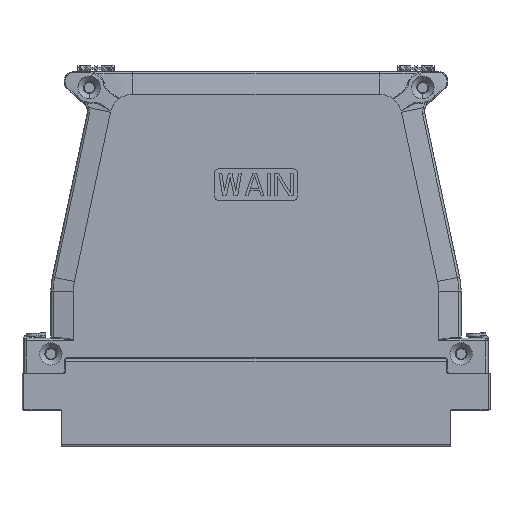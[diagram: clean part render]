
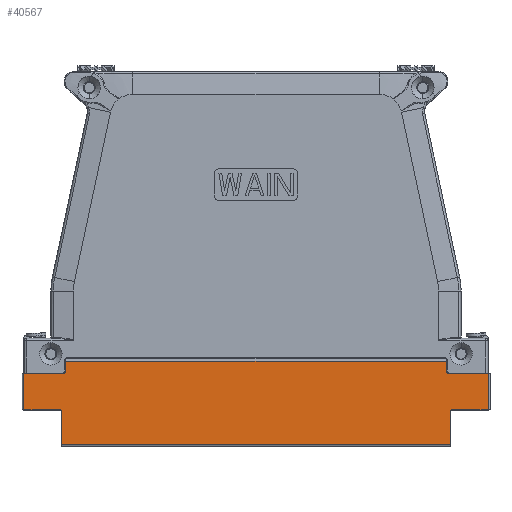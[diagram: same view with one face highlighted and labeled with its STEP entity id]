
A CAD part, top view. The second image highlights one B-rep face of the part: STEP entity #40567.
In plain terms, the highlighted planar face has unit normal (0, 0, 1).
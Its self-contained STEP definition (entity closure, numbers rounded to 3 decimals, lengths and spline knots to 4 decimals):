
#12026=DIRECTION('',(0.,1.,0.));
#12027=VECTOR('',#12026,0.0906);
#12028=CARTESIAN_POINT('',(1.6594,0.3386,
0.3937));
#12029=LINE('',#12028,#12027);
#12130=DIRECTION('',(0.,-1.,0.));
#12131=VECTOR('',#12130,0.287);
#12132=CARTESIAN_POINT('',(1.6929,-0.0157,
0.3937));
#12133=LINE('',#12132,#12131);
#12134=CARTESIAN_POINT('',(-1.7126,-0.0157,
0.3937));
#12135=DIRECTION('',(0.,0.,1.));
#12136=DIRECTION('',(1.,0.,0.));
#12137=AXIS2_PLACEMENT_3D('',#12134,#12135,#12136);
#12139=CARTESIAN_POINT('',(-1.6791,0.3386,
0.3937));
#12140=DIRECTION('',(0.,0.,1.));
#12141=DIRECTION('',(0.,-1.,0.));
#12142=AXIS2_PLACEMENT_3D('',#12139,#12140,#12141);
#12144=DIRECTION('',(0.,1.,0.));
#12145=VECTOR('',#12144,0.0906);
#12146=CARTESIAN_POINT('',(-1.6594,0.3386,
0.3937));
#12147=LINE('',#12146,#12145);
#12148=CARTESIAN_POINT('',(1.6791,0.3386,
0.3937));
#12149=DIRECTION('',(0.,0.,1.));
#12150=DIRECTION('',(-1.,0.,0.));
#12151=AXIS2_PLACEMENT_3D('',#12148,#12149,#12150);
#12153=DIRECTION('',(1.,0.,0.));
#12154=VECTOR('',#12153,0.3465);
#12155=CARTESIAN_POINT('',(1.6791,0.3189,
0.3937));
#12156=LINE('',#12155,#12154);
#12157=DIRECTION('',(-1.,0.,0.));
#12158=VECTOR('',#12157,0.313);
#12159=CARTESIAN_POINT('',(2.0256,0.0039,
0.3937));
#12160=LINE('',#12159,#12158);
#12161=CARTESIAN_POINT('',(1.7126,-0.0157,
0.3937));
#12162=DIRECTION('',(0.,0.,1.));
#12163=DIRECTION('',(0.,1.,0.));
#12164=AXIS2_PLACEMENT_3D('',#12161,#12162,#12163);
#12207=DIRECTION('',(0.,1.,0.));
#12208=VECTOR('',#12207,0.315);
#12209=CARTESIAN_POINT('',(2.0256,0.0039,
0.3937));
#12210=LINE('',#12209,#12208);
#12542=DIRECTION('',(0.,-1.,0.));
#12543=VECTOR('',#12542,0.287);
#12544=CARTESIAN_POINT('',(-1.6929,-0.0157,
0.3937));
#12545=LINE('',#12544,#12543);
#12571=DIRECTION('',(1.,0.,0.));
#12572=VECTOR('',#12571,0.313);
#12573=CARTESIAN_POINT('',(-2.0256,0.0039,
0.3937));
#12574=LINE('',#12573,#12572);
#12619=DIRECTION('',(-1.,0.,0.));
#12620=VECTOR('',#12619,0.3465);
#12621=CARTESIAN_POINT('',(-1.6791,0.3189,
0.3937));
#12622=LINE('',#12621,#12620);
#12647=DIRECTION('',(0.,-1.,0.));
#12648=VECTOR('',#12647,0.315);
#12649=CARTESIAN_POINT('',(-2.0256,0.3189,
0.3937));
#12650=LINE('',#12649,#12648);
#12913=DIRECTION('',(1.,0.,0.));
#12914=VECTOR('',#12913,3.3858);
#12915=CARTESIAN_POINT('',(-1.6929,-0.3028,
0.3937));
#12916=LINE('',#12915,#12914);
#12973=DIRECTION('',(-1.,0.,0.));
#12974=VECTOR('',#12973,3.3189);
#12975=CARTESIAN_POINT('',(1.6594,0.4291,
0.3937));
#12976=LINE('',#12975,#12974);
#28812=CARTESIAN_POINT('',(-1.6594,0.4291,
0.3937));
#28813=VERTEX_POINT('',#28812);
#28814=CARTESIAN_POINT('',(-1.6594,0.3386,
0.3937));
#28815=VERTEX_POINT('',#28814);
#31903=CARTESIAN_POINT('',(1.6594,0.3386,
0.3937));
#31904=VERTEX_POINT('',#31903);
#31905=CARTESIAN_POINT('',(1.6594,0.4291,
0.3937));
#31906=VERTEX_POINT('',#31905);
#31937=CARTESIAN_POINT('',(-1.6791,0.3189,
0.3937));
#31938=VERTEX_POINT('',#31937);
#31939=CARTESIAN_POINT('',(1.6929,-0.0157,
0.3937));
#31940=CARTESIAN_POINT('',(1.6929,-0.3028,
0.3937));
#31941=VERTEX_POINT('',#31939);
#31942=VERTEX_POINT('',#31940);
#31943=CARTESIAN_POINT('',(-1.6929,-0.3028,
0.3937));
#31944=VERTEX_POINT('',#31943);
#31945=CARTESIAN_POINT('',(-1.6929,-0.0157,
0.3937));
#31946=VERTEX_POINT('',#31945);
#31947=CARTESIAN_POINT('',(-1.7126,0.0039,
0.3937));
#31948=VERTEX_POINT('',#31947);
#31949=CARTESIAN_POINT('',(-2.0256,0.0039,
0.3937));
#31950=VERTEX_POINT('',#31949);
#31951=CARTESIAN_POINT('',(-2.0256,0.3189,
0.3937));
#31952=VERTEX_POINT('',#31951);
#31953=CARTESIAN_POINT('',(1.6791,0.3189,
0.3937));
#31954=VERTEX_POINT('',#31953);
#31955=CARTESIAN_POINT('',(2.0256,0.3189,
0.3937));
#31956=VERTEX_POINT('',#31955);
#31957=CARTESIAN_POINT('',(2.0256,0.0039,
0.3937));
#31958=VERTEX_POINT('',#31957);
#31959=CARTESIAN_POINT('',(1.7126,0.0039,
0.3937));
#31960=VERTEX_POINT('',#31959);
#40531=CARTESIAN_POINT('',(0.,0.,0.3937));
#40532=DIRECTION('',(0.,0.,1.));
#40533=DIRECTION('',(1.,0.,0.));
#40534=AXIS2_PLACEMENT_3D('',#40531,#40532,#40533);
#40535=PLANE('',#40534);
#40537=ORIENTED_EDGE('',*,*,#40536,.T.);
#40539=ORIENTED_EDGE('',*,*,#40538,.F.);
#40541=ORIENTED_EDGE('',*,*,#40540,.F.);
#40543=ORIENTED_EDGE('',*,*,#40542,.T.);
#40545=ORIENTED_EDGE('',*,*,#40544,.F.);
#40547=ORIENTED_EDGE('',*,*,#40546,.F.);
#40549=ORIENTED_EDGE('',*,*,#40548,.F.);
#40550=ORIENTED_EDGE('',*,*,#40524,.T.);
#40551=ORIENTED_EDGE('',*,*,#40290,.T.);
#40553=ORIENTED_EDGE('',*,*,#40552,.F.);
#40554=ORIENTED_EDGE('',*,*,#40387,.F.);
#40556=ORIENTED_EDGE('',*,*,#40555,.T.);
#40558=ORIENTED_EDGE('',*,*,#40557,.T.);
#40560=ORIENTED_EDGE('',*,*,#40559,.F.);
#40562=ORIENTED_EDGE('',*,*,#40561,.T.);
#40564=ORIENTED_EDGE('',*,*,#40563,.T.);
#40565=EDGE_LOOP('',(#40537,#40539,#40541,#40543,#40545,#40547,#40549,#40550,
#40551,#40553,#40554,#40556,#40558,#40560,#40562,#40564));
#40566=FACE_OUTER_BOUND('',#40565,.F.);
#40567=ADVANCED_FACE('',(#40566),#40535,.T.);
#12138=CIRCLE('',#12137,0.0197);
#12143=CIRCLE('',#12142,0.0197);
#12152=CIRCLE('',#12151,0.0197);
#12165=CIRCLE('',#12164,0.0197);
#40290=EDGE_CURVE('',#28815,#28813,#12147,.T.);
#40387=EDGE_CURVE('',#31904,#31906,#12029,.T.);
#40524=EDGE_CURVE('',#31938,#28815,#12143,.T.);
#40536=EDGE_CURVE('',#31941,#31942,#12133,.T.);
#40538=EDGE_CURVE('',#31944,#31942,#12916,.T.);
#40540=EDGE_CURVE('',#31946,#31944,#12545,.T.);
#40542=EDGE_CURVE('',#31946,#31948,#12138,.T.);
#40544=EDGE_CURVE('',#31950,#31948,#12574,.T.);
#40546=EDGE_CURVE('',#31952,#31950,#12650,.T.);
#40548=EDGE_CURVE('',#31938,#31952,#12622,.T.);
#40552=EDGE_CURVE('',#31906,#28813,#12976,.T.);
#40555=EDGE_CURVE('',#31904,#31954,#12152,.T.);
#40557=EDGE_CURVE('',#31954,#31956,#12156,.T.);
#40559=EDGE_CURVE('',#31958,#31956,#12210,.T.);
#40561=EDGE_CURVE('',#31958,#31960,#12160,.T.);
#40563=EDGE_CURVE('',#31960,#31941,#12165,.T.);
